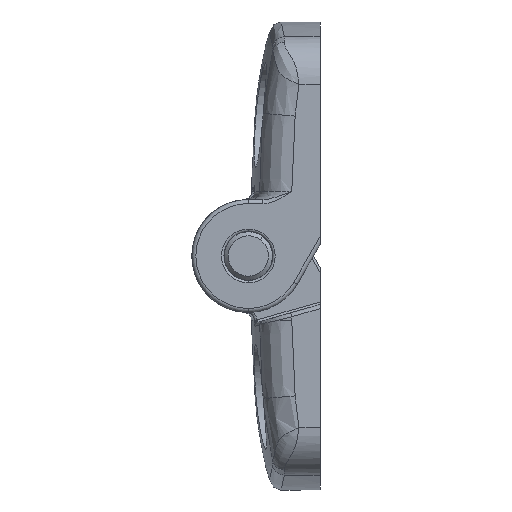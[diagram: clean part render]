
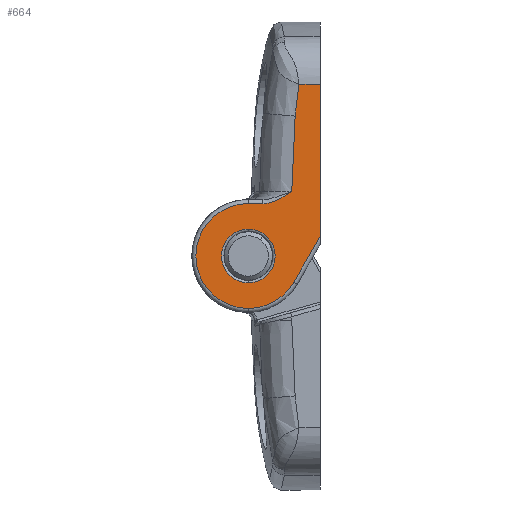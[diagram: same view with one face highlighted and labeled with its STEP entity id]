
A CAD part, left-side view. The second image highlights one B-rep face of the part: STEP entity #664.
In plain terms, the highlighted face is planar.
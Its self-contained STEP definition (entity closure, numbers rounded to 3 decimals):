
#54 = DIRECTION ( 'NONE',  ( 0., -1., 0. ) ) ;
#77 = CARTESIAN_POINT ( 'NONE',  ( 24., 8.9, 0. ) ) ;
#78 = DIRECTION ( 'NONE',  ( 1., 0., 0. ) ) ;
#79 = DIRECTION ( 'NONE',  ( 0., 0., 1. ) ) ;
#82 = CARTESIAN_POINT ( 'NONE',  ( 24., 8.9, 0. ) ) ;
#83 = DIRECTION ( 'NONE',  ( -1., 0., 0. ) ) ;
#84 = DIRECTION ( 'NONE',  ( 0., 0., 1. ) ) ;
#85 = CARTESIAN_POINT ( 'NONE',  ( 24., 8.9, 0. ) ) ;
#86 = DIRECTION ( 'NONE',  ( 1., 0., 0. ) ) ;
#87 = DIRECTION ( 'NONE',  ( 0., 0., 1. ) ) ;
#90 = CARTESIAN_POINT ( 'NONE',  ( 24., 0., 1.134 ) ) ;
#91 = DIRECTION ( 'NONE',  ( 0., 0., -1. ) ) ;
#307 = EDGE_CURVE ( 'NONE', #4189, #1030, #500, .T. ) ;
#326 = EDGE_CURVE ( 'NONE', #1072, #4221, #1180, .T. ) ;
#350 = FACE_BOUND ( 'NONE', #4019, .T. ) ;
#354 = FACE_OUTER_BOUND ( 'NONE', #3188, .T. ) ;
#379 = LINE ( 'NONE', #2202, #438 ) ;
#398 = LINE ( 'NONE', #90, #448 ) ;
#408 = CIRCLE ( 'NONE', #2628, 3.325 ) ;
#409 = CIRCLE ( 'NONE', #2627, 6.5 ) ;
#435 = CIRCLE ( 'NONE', #2629, 6.5 ) ;
#438 = VECTOR ( 'NONE', #54, 1000. ) ;
#448 = VECTOR ( 'NONE', #91, 1000. ) ;
#500 = B_SPLINE_CURVE_WITH_KNOTS ( 'NONE', 3,
 ( #1245, #1235, #1237, #1246 ),
 .UNSPECIFIED., .F., .F.,
 ( 4, 4 ),
 ( 0., 0.009 ),
 .UNSPECIFIED. ) ;
#548 = B_SPLINE_CURVE_WITH_KNOTS ( 'NONE', 3,
 ( #2113, #2114, #2118, #2119, #2120, #2121, #2122, #2123, #2124, #2125 ),
 .UNSPECIFIED., .F., .F.,
 ( 4, 2, 2, 2, 4 ),
 ( 0., 0.001, 0.002, 0.003, 0.004 ),
 .UNSPECIFIED. ) ;
#553 = B_SPLINE_CURVE_WITH_KNOTS ( 'NONE', 3,
 ( #2197, #2198, #2203, #2204 ),
 .UNSPECIFIED., .F., .F.,
 ( 4, 4 ),
 ( 0.005, 0.009 ),
 .UNSPECIFIED. ) ;
#664 = ADVANCED_FACE ( 'NONE', ( #350, #354 ), #2398, .F. ) ;
#972 = VECTOR ( 'NONE', #1351, 1000. ) ;
#1030 = VERTEX_POINT ( 'NONE', #2423 ) ;
#1045 = VERTEX_POINT ( 'NONE', #2427 ) ;
#1062 = VERTEX_POINT ( 'NONE', #2434 ) ;
#1072 = VERTEX_POINT ( 'NONE', #2436 ) ;
#1098 = VERTEX_POINT ( 'NONE', #2452 ) ;
#1123 = VERTEX_POINT ( 'NONE', #2460 ) ;
#1180 = LINE ( 'NONE', #1350, #972 ) ;
#1235 = CARTESIAN_POINT ( 'NONE',  ( 24., 3.36, -14.23 ) ) ;
#1237 = CARTESIAN_POINT ( 'NONE',  ( 24., 3.499, -11.118 ) ) ;
#1245 = CARTESIAN_POINT ( 'NONE',  ( 24., 3.101, -17.338 ) ) ;
#1246 = CARTESIAN_POINT ( 'NONE',  ( 24., 3.518, -8. ) ) ;
#1350 = CARTESIAN_POINT ( 'NONE',  ( 24., 7.501, 10.577 ) ) ;
#1351 = DIRECTION ( 'NONE',  ( 0., -0.5, -0.866 ) ) ;
#1695 = CARTESIAN_POINT ( 'NONE',  ( 24., 8.9, -6.5 ) ) ;
#1704 = CARTESIAN_POINT ( 'NONE',  ( 24., 2.63, -21.261 ) ) ;
#1715 = CARTESIAN_POINT ( 'NONE',  ( 24., 3.101, -17.338 ) ) ;
#1729 = CARTESIAN_POINT ( 'NONE',  ( 24., 7.088, -6.5 ) ) ;
#1749 = CARTESIAN_POINT ( 'NONE',  ( 24., 0., -2.415 ) ) ;
#1788 = LINE ( 'NONE', #2126, #1789 ) ;
#1789 = VECTOR ( 'NONE', #2135, 1000. ) ;
#1958 = EDGE_CURVE ( 'NONE', #1123, #1045, #2985, .T. ) ;
#1963 = EDGE_CURVE ( 'NONE', #1030, #4203, #548, .T. ) ;
#1969 = EDGE_CURVE ( 'NONE', #4203, #4178, #1788, .T. ) ;
#1980 = EDGE_CURVE ( 'NONE', #4180, #4189, #553, .T. ) ;
#1981 = EDGE_CURVE ( 'NONE', #4180, #1062, #379, .T. ) ;
#1985 = EDGE_CURVE ( 'NONE', #1098, #1072, #409, .T. ) ;
#1986 = EDGE_CURVE ( 'NONE', #1045, #1123, #408, .T. ) ;
#1987 = EDGE_CURVE ( 'NONE', #4178, #1098, #435, .T. ) ;
#1990 = EDGE_CURVE ( 'NONE', #4221, #1062, #398, .T. ) ;
#2083 = CARTESIAN_POINT ( 'NONE',  ( 24., 8.9, 0. ) ) ;
#2084 = DIRECTION ( 'NONE',  ( -1., 0., 0. ) ) ;
#2085 = DIRECTION ( 'NONE',  ( 0., 0., 1. ) ) ;
#2113 = CARTESIAN_POINT ( 'NONE',  ( 24., 3.518, -8. ) ) ;
#2114 = CARTESIAN_POINT ( 'NONE',  ( 24., 3.79, -7.822 ) ) ;
#2118 = CARTESIAN_POINT ( 'NONE',  ( 24., 4.065, -7.642 ) ) ;
#2119 = CARTESIAN_POINT ( 'NONE',  ( 24., 4.622, -7.302 ) ) ;
#2120 = CARTESIAN_POINT ( 'NONE',  ( 24., 4.905, -7.141 ) ) ;
#2121 = CARTESIAN_POINT ( 'NONE',  ( 24., 5.492, -6.857 ) ) ;
#2122 = CARTESIAN_POINT ( 'NONE',  ( 24., 5.798, -6.733 ) ) ;
#2123 = CARTESIAN_POINT ( 'NONE',  ( 24., 6.433, -6.555 ) ) ;
#2124 = CARTESIAN_POINT ( 'NONE',  ( 24., 6.756, -6.5 ) ) ;
#2125 = CARTESIAN_POINT ( 'NONE',  ( 24., 7.088, -6.5 ) ) ;
#2126 = CARTESIAN_POINT ( 'NONE',  ( 24., 8.5, -6.5 ) ) ;
#2135 = DIRECTION ( 'NONE',  ( 0., 1., 0. ) ) ;
#2197 = CARTESIAN_POINT ( 'NONE',  ( 24., 2.63, -21.261 ) ) ;
#2198 = CARTESIAN_POINT ( 'NONE',  ( 24., 2.833, -19.961 ) ) ;
#2202 = CARTESIAN_POINT ( 'NONE',  ( 24., 15.9, -21.261 ) ) ;
#2203 = CARTESIAN_POINT ( 'NONE',  ( 24., 2.991, -18.653 ) ) ;
#2204 = CARTESIAN_POINT ( 'NONE',  ( 24., 3.101, -17.338 ) ) ;
#2395 = DIRECTION ( 'NONE',  ( -1., 0., 0. ) ) ;
#2397 = CARTESIAN_POINT ( 'NONE',  ( 24., 8.5, 10. ) ) ;
#2398 = PLANE ( 'NONE',  #2601 ) ;
#2400 = DIRECTION ( 'NONE',  ( 0., 0., 1. ) ) ;
#2423 = CARTESIAN_POINT ( 'NONE',  ( 24., 3.518, -8. ) ) ;
#2427 = CARTESIAN_POINT ( 'NONE',  ( 24., 8.9, -3.325 ) ) ;
#2434 = CARTESIAN_POINT ( 'NONE',  ( 24., 0., -21.261 ) ) ;
#2436 = CARTESIAN_POINT ( 'NONE',  ( 24., 3.271, 3.25 ) ) ;
#2452 = CARTESIAN_POINT ( 'NONE',  ( 24., 8.9, 6.5 ) ) ;
#2460 = CARTESIAN_POINT ( 'NONE',  ( 24., 8.9, 3.325 ) ) ;
#2601 = AXIS2_PLACEMENT_3D ( 'NONE', #2397, #2395, #2400 ) ;
#2617 = AXIS2_PLACEMENT_3D ( 'NONE', #2083, #2084, #2085 ) ;
#2627 = AXIS2_PLACEMENT_3D ( 'NONE', #77, #78, #79 ) ;
#2628 = AXIS2_PLACEMENT_3D ( 'NONE', #82, #83, #84 ) ;
#2629 = AXIS2_PLACEMENT_3D ( 'NONE', #85, #86, #87 ) ;
#2985 = CIRCLE ( 'NONE', #2617, 3.325 ) ;
#3188 = EDGE_LOOP ( 'NONE', ( #3891, #3899, #3911, #3890, #3915, #3884, #3933, #3939, #3942 ) ) ;
#3884 = ORIENTED_EDGE ( 'NONE', *, *, #326, .T. ) ;
#3890 = ORIENTED_EDGE ( 'NONE', *, *, #1987, .T. ) ;
#3891 = ORIENTED_EDGE ( 'NONE', *, *, #307, .T. ) ;
#3899 = ORIENTED_EDGE ( 'NONE', *, *, #1963, .T. ) ;
#3911 = ORIENTED_EDGE ( 'NONE', *, *, #1969, .T. ) ;
#3915 = ORIENTED_EDGE ( 'NONE', *, *, #1985, .T. ) ;
#3933 = ORIENTED_EDGE ( 'NONE', *, *, #1990, .T. ) ;
#3939 = ORIENTED_EDGE ( 'NONE', *, *, #1981, .F. ) ;
#3941 = ORIENTED_EDGE ( 'NONE', *, *, #1958, .T. ) ;
#3942 = ORIENTED_EDGE ( 'NONE', *, *, #1980, .T. ) ;
#3945 = ORIENTED_EDGE ( 'NONE', *, *, #1986, .T. ) ;
#4019 = EDGE_LOOP ( 'NONE', ( #3941, #3945 ) ) ;
#4178 = VERTEX_POINT ( 'NONE', #1695 ) ;
#4180 = VERTEX_POINT ( 'NONE', #1704 ) ;
#4189 = VERTEX_POINT ( 'NONE', #1715 ) ;
#4203 = VERTEX_POINT ( 'NONE', #1729 ) ;
#4221 = VERTEX_POINT ( 'NONE', #1749 ) ;
